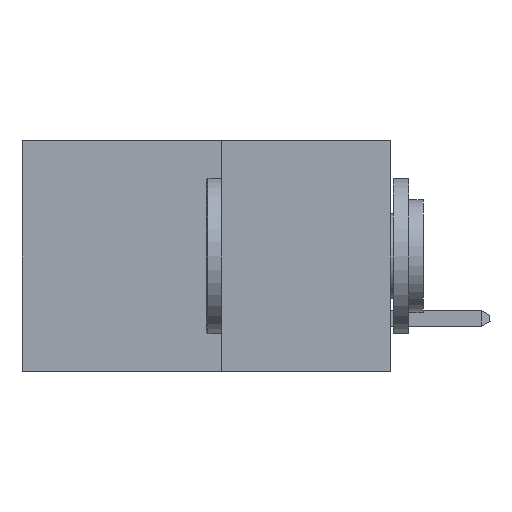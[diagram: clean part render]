
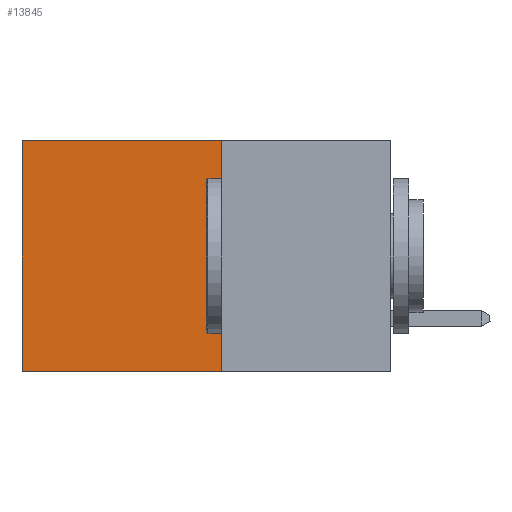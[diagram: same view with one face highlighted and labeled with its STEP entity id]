
A CAD part, left-side view. The second image highlights one B-rep face of the part: STEP entity #13845.
In plain terms, the highlighted planar face has unit normal (-1, 0, 0).
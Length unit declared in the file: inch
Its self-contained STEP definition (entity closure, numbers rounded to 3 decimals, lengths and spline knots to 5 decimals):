
#711 = CARTESIAN_POINT ( 'NONE',  ( 0.277, 0.27, -0.37 ) ) ;
#1428 = CARTESIAN_POINT ( 'NONE',  ( 0.277, 0.27, -0.37 ) ) ;
#2115 = EDGE_CURVE ( 'NONE', #22067, #19623, #9030, .T. ) ;
#2666 = DIRECTION ( 'NONE',  ( 0., 0., -1. ) ) ;
#2678 = DIRECTION ( 'NONE',  ( 0., 0., -1. ) ) ;
#2975 = ORIENTED_EDGE ( 'NONE', *, *, #2115, .T. ) ;
#4448 = VECTOR ( 'NONE', #8327, 39.37008 ) ;
#5914 = VERTEX_POINT ( 'NONE', #14735 ) ;
#6492 = PLANE ( 'NONE',  #14487 ) ;
#6639 = ORIENTED_EDGE ( 'NONE', *, *, #21044, .F. ) ;
#8109 = EDGE_CURVE ( 'NONE', #5914, #9668, #12731, .T. ) ;
#8327 = DIRECTION ( 'NONE',  ( 0., 1., 0. ) ) ;
#8382 = LINE ( 'NONE', #14870, #18466 ) ;
#8734 = ORIENTED_EDGE ( 'NONE', *, *, #8109, .F. ) ;
#9030 = LINE ( 'NONE', #14391, #18521 ) ;
#9668 = VERTEX_POINT ( 'NONE', #1428 ) ;
#10861 = CARTESIAN_POINT ( 'NONE',  ( 0.277, 0.59, -0.37 ) ) ;
#11174 = EDGE_CURVE ( 'NONE', #5914, #22067, #24095, .T. ) ;
#12128 = VECTOR ( 'NONE', #2666, 39.37008 ) ;
#12519 = FACE_OUTER_BOUND ( 'NONE', #15892, .T. ) ;
#12615 = DIRECTION ( 'NONE',  ( 0., 0., -1. ) ) ;
#12731 = LINE ( 'NONE', #17867, #12128 ) ;
#13845 = ADVANCED_FACE ( 'NONE', ( #12519 ), #6492, .F. ) ;
#14134 = DIRECTION ( 'NONE',  ( 1., 0., 0. ) ) ;
#14391 = CARTESIAN_POINT ( 'NONE',  ( 0.277, 0.59, -0.37 ) ) ;
#14481 = ORIENTED_EDGE ( 'NONE', *, *, #11174, .T. ) ;
#14487 = AXIS2_PLACEMENT_3D ( 'NONE', #711, #14134, #2678 ) ;
#14491 = CARTESIAN_POINT ( 'NONE',  ( 0.277, 0.59, 0. ) ) ;
#14735 = CARTESIAN_POINT ( 'NONE',  ( 0.277, 0.27, 0. ) ) ;
#14870 = CARTESIAN_POINT ( 'NONE',  ( 0.277, 0.27, -0.37 ) ) ;
#15892 = EDGE_LOOP ( 'NONE', ( #2975, #6639, #8734, #14481 ) ) ;
#16795 = DIRECTION ( 'NONE',  ( 0., 1., 0. ) ) ;
#17867 = CARTESIAN_POINT ( 'NONE',  ( 0.277, 0.27, -0.37 ) ) ;
#18466 = VECTOR ( 'NONE', #16795, 39.37008 ) ;
#18521 = VECTOR ( 'NONE', #12615, 39.37008 ) ;
#19623 = VERTEX_POINT ( 'NONE', #10861 ) ;
#19689 = CARTESIAN_POINT ( 'NONE',  ( 0.277, 0.27, 0. ) ) ;
#21044 = EDGE_CURVE ( 'NONE', #9668, #19623, #8382, .T. ) ;
#22067 = VERTEX_POINT ( 'NONE', #14491 ) ;
#24095 = LINE ( 'NONE', #19689, #4448 ) ;
